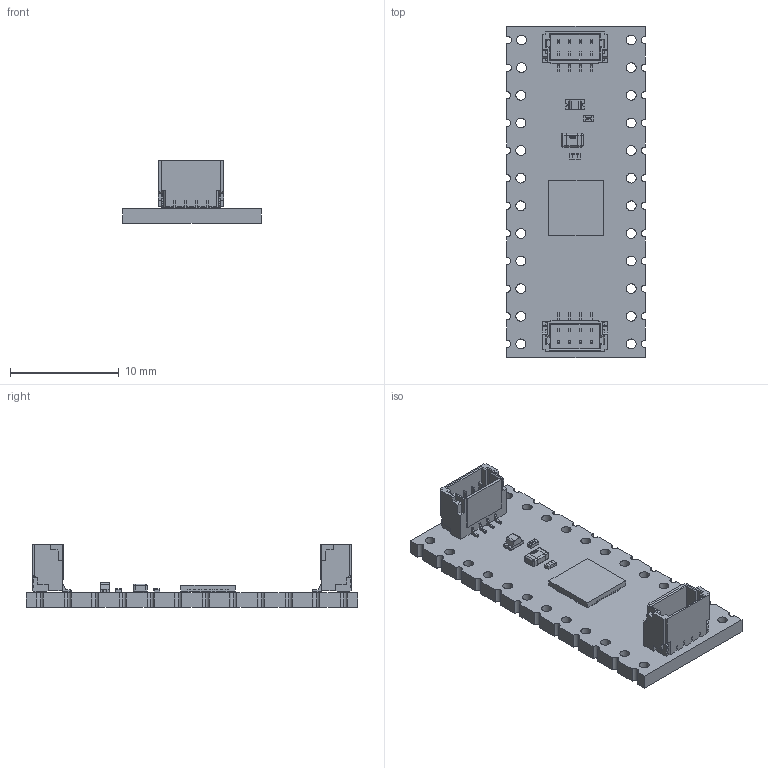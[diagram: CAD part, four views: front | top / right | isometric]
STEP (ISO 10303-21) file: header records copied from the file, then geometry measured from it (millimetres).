
FILE_DESCRIPTION(('Open CASCADE Model'),'2;1');
FILE_NAME('Open CASCADE Shape Model','2025-04-08T13:04:35',('Author'),( 'Open CASCADE'),'Open CASCADE STEP processor 7.5','Open CASCADE 7.5' ,'Unknown');
FILE_SCHEMA(('AUTOMOTIVE_DESIGN { 1 0 10303 214 1 1 1 1 }'));
Length unit declared in the file: millimetre
Products named in the file (28): PCB; Board; Open CASCADE STEP translator 7.5 13.1.1; J1; DUELink-U-Connector-BM04B-SRSS-TB; R1; User Library-R SMD 0402; User Library-R SMD 0402_0402 BODY; User Library-R SMD 0402_0402 PAD; User Library-R SMD 0402_0402 OPIS; D; DUELink-Connector-BM04B-SRSS-TB; STAT1; 0603 LED Green; Solid1; Solid4; C2; 0805 SMD Capacitor; C1; C0402; Free-Models; STM32-QFN32
Assembly tree (28 placements, depth 4):
  PCB
    Board
      Open CASCADE STEP translator 7.5 13.1.1
    J1
      DUELink-U-Connector-BM04B-SRSS-TB
    R1
      User Library-R SMD 0402
        User Library-R SMD 0402_0402 BODY
        User Library-R SMD 0402_0402 PAD  x2
        User Library-R SMD 0402_0402 OPIS
    D
      DUELink-Connector-BM04B-SRSS-TB
    STAT1
      0603 LED Green
        Solid1
        Solid4
        Solid1
        Solid1
        Solid4
        Solid1
        Solid1
        Solid1
    C2
      0805 SMD Capacitor
    C1
      C0402
    Free-Models
      STM32-QFN32
Bounding box: 12.7 x 30.48 x 5.79 mm (x, y, z)
Volume: 590.9 mm3; surface area: 1497.7 mm2
Topology: 79 solids, 79 shells, 1337 faces, 4753 edges, 5018 vertices
Faces by surface type: plane 983, cylinder 254, bspline 84, sphere 8, revolution 8
Full cylindrical faces by diameter (mm): 0.9 x24
Entity records: 59373 total; most frequent: CARTESIAN_POINT 15471, DIRECTION 7695, ORIENTED_EDGE 6574, LINE 3971, VECTOR 3971, EDGE_CURVE 3287, VERTEX_POINT 2142, AXIS2_PLACEMENT_3D 1858
